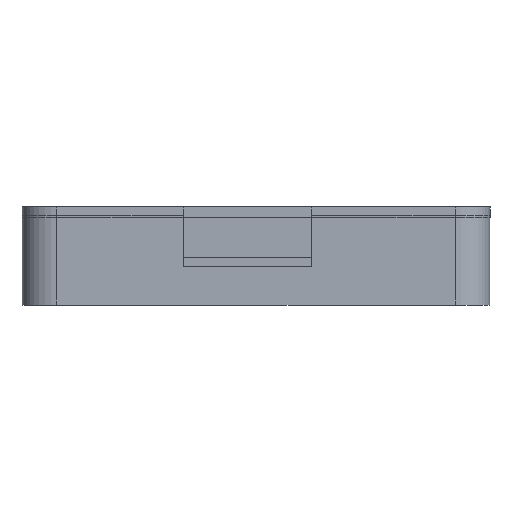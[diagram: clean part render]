
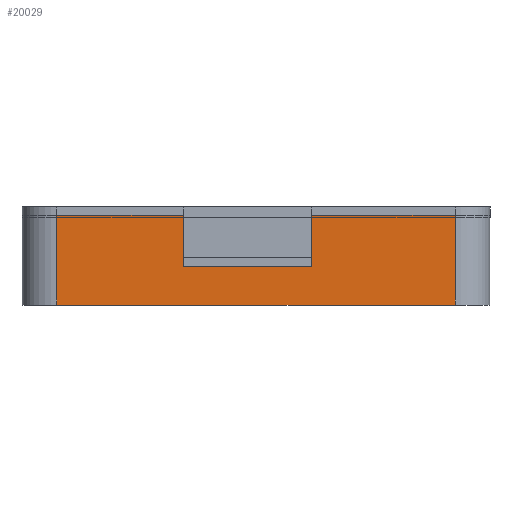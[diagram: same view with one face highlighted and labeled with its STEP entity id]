
A CAD part, front view. The second image highlights one B-rep face of the part: STEP entity #20029.
In plain terms, the highlighted planar face has unit normal (0, -1, 0).
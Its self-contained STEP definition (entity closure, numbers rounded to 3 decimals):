
#2503=FACE_OUTER_BOUND('',#3692,.T.);
#3692=EDGE_LOOP('',(#13637,#13638,#13639,#13640,#13641,#13642,#13643,#13644));
#4881=LINE('',#24864,#6521);
#4889=LINE('',#24880,#6529);
#4895=LINE('',#24907,#6535);
#4896=LINE('',#24910,#6536);
#4897=LINE('',#24911,#6537);
#4898=LINE('',#24913,#6538);
#4899=LINE('',#24915,#6539);
#4900=LINE('',#24916,#6540);
#6521=VECTOR('',#22054,10.);
#6529=VECTOR('',#22062,10.);
#6535=VECTOR('',#22090,10.);
#6536=VECTOR('',#22093,10.);
#6537=VECTOR('',#22094,10.);
#6538=VECTOR('',#22095,10.);
#6539=VECTOR('',#22096,10.);
#6540=VECTOR('',#22097,10.);
#8197=VERTEX_POINT('',#24861);
#8198=VERTEX_POINT('',#24863);
#8205=VERTEX_POINT('',#24877);
#8206=VERTEX_POINT('',#24879);
#8216=VERTEX_POINT('',#24905);
#8217=VERTEX_POINT('',#24909);
#8218=VERTEX_POINT('',#24912);
#8219=VERTEX_POINT('',#24914);
#10336=EDGE_CURVE('',#8197,#8198,#4881,.T.);
#10344=EDGE_CURVE('',#8205,#8206,#4889,.T.);
#10358=EDGE_CURVE('',#8216,#8197,#4895,.T.);
#10359=EDGE_CURVE('',#8217,#8216,#4896,.T.);
#10360=EDGE_CURVE('',#8206,#8217,#4897,.T.);
#10361=EDGE_CURVE('',#8205,#8218,#4898,.T.);
#10362=EDGE_CURVE('',#8218,#8219,#4899,.T.);
#10363=EDGE_CURVE('',#8219,#8198,#4900,.T.);
#13637=ORIENTED_EDGE('',*,*,#10358,.F.);
#13638=ORIENTED_EDGE('',*,*,#10359,.F.);
#13639=ORIENTED_EDGE('',*,*,#10360,.F.);
#13640=ORIENTED_EDGE('',*,*,#10344,.F.);
#13641=ORIENTED_EDGE('',*,*,#10361,.T.);
#13642=ORIENTED_EDGE('',*,*,#10362,.T.);
#13643=ORIENTED_EDGE('',*,*,#10363,.T.);
#13644=ORIENTED_EDGE('',*,*,#10336,.F.);
#19630=PLANE('',#21268);
#20029=ADVANCED_FACE('',(#2503),#19630,.T.);
#21268=AXIS2_PLACEMENT_3D('',#24908,#22091,#22092);
#22054=DIRECTION('',(1.,0.,0.));
#22062=DIRECTION('',(1.,0.,0.));
#22090=DIRECTION('',(0.,0.,1.));
#22091=DIRECTION('center_axis',(0.,-1.,0.));
#22092=DIRECTION('ref_axis',(1.,0.,0.));
#22093=DIRECTION('',(-1.,0.,0.));
#22094=DIRECTION('',(0.,0.,-1.));
#22095=DIRECTION('',(0.,0.,-1.));
#22096=DIRECTION('',(-1.,0.,0.));
#22097=DIRECTION('',(0.,0.,1.));
#24861=CARTESIAN_POINT('',(-13.,-21.43,13.));
#24863=CARTESIAN_POINT('',(5.3,-21.43,13.));
#24864=CARTESIAN_POINT('',(49.6,-21.43,13.));
#24877=CARTESIAN_POINT('',(23.8,-21.43,13.));
#24879=CARTESIAN_POINT('',(44.6,-21.43,13.));
#24880=CARTESIAN_POINT('',(49.6,-21.43,13.));
#24905=CARTESIAN_POINT('',(-13.,-21.43,0.));
#24907=CARTESIAN_POINT('',(-13.,-21.43,0.));
#24908=CARTESIAN_POINT('Origin',(-18.,-21.43,0.));
#24909=CARTESIAN_POINT('',(44.6,-21.43,0.));
#24910=CARTESIAN_POINT('',(49.6,-21.43,0.));
#24911=CARTESIAN_POINT('',(44.6,-21.43,0.));
#24912=CARTESIAN_POINT('',(23.8,-21.43,5.5));
#24913=CARTESIAN_POINT('',(23.8,-21.43,6.5));
#24914=CARTESIAN_POINT('',(5.3,-21.43,5.5));
#24915=CARTESIAN_POINT('',(-1.725,-21.43,5.5));
#24916=CARTESIAN_POINT('',(5.3,-21.43,6.5));
